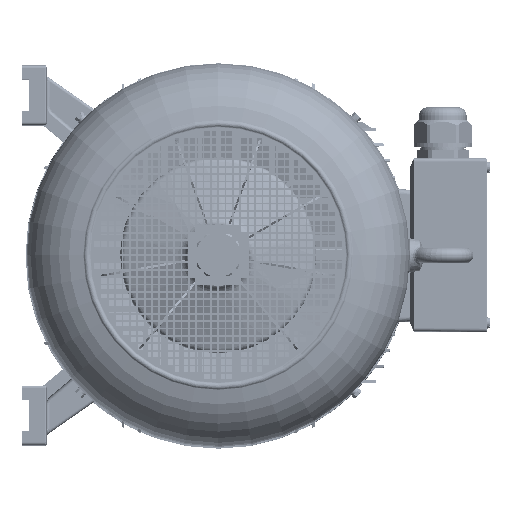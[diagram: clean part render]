
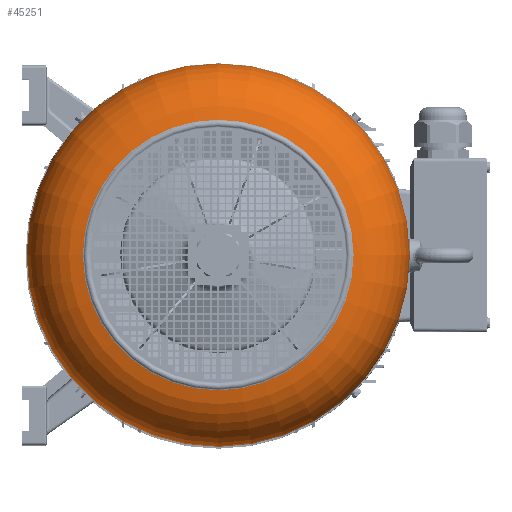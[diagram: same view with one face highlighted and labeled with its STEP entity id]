
A CAD part, top view. The second image highlights one B-rep face of the part: STEP entity #45251.
In plain terms, the highlighted toroidal (fillet/blend) face has major radius 181.5 mm and minor radius 92 mm.
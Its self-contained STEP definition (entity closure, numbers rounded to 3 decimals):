
#1367=TOROIDAL_SURFACE('',#132460,181.5,92.);
#45251=ADVANCED_FACE('',(#54176,#54177),#1367,.T.);
#54176=FACE_BOUND('',#57367,.T.);
#54177=FACE_BOUND('',#57368,.T.);
#57367=EDGE_LOOP('',(#73362));
#57368=EDGE_LOOP('',(#73363));
#73362=ORIENTED_EDGE('',*,*,#119034,.F.);
#73363=ORIENTED_EDGE('',*,*,#112307,.T.);
#100194=VERTEX_POINT('',#178070);
#106920=VERTEX_POINT('',#191528);
#112307=EDGE_CURVE('',#100194,#100194,#129071,.T.);
#119034=EDGE_CURVE('',#106920,#106920,#129078,.T.);
#129071=CIRCLE('',#132447,273.5);
#129078=CIRCLE('',#132459,193.092);
#132447=AXIS2_PLACEMENT_3D('',#178069,#143403,#143404);
#132459=AXIS2_PLACEMENT_3D('',#191527,#150147,#150148);
#132460=AXIS2_PLACEMENT_3D('',#191529,#150149,#150150);
#143403=DIRECTION('',(0.,0.,1.));
#143404=DIRECTION('',(1.,0.,0.));
#150147=DIRECTION('',(0.,0.,1.));
#150148=DIRECTION('',(1.,0.,0.));
#150149=DIRECTION('',(0.,0.,1.));
#150150=DIRECTION('',(1.,0.,0.));
#178069=CARTESIAN_POINT('',(204.672,302.904,778.624));
#178070=CARTESIAN_POINT('',(478.172,302.904,778.624));
#191527=CARTESIAN_POINT('',(204.672,302.904,869.891));
#191528=CARTESIAN_POINT('',(397.764,302.904,869.891));
#191529=CARTESIAN_POINT('',(204.672,302.904,778.624));
